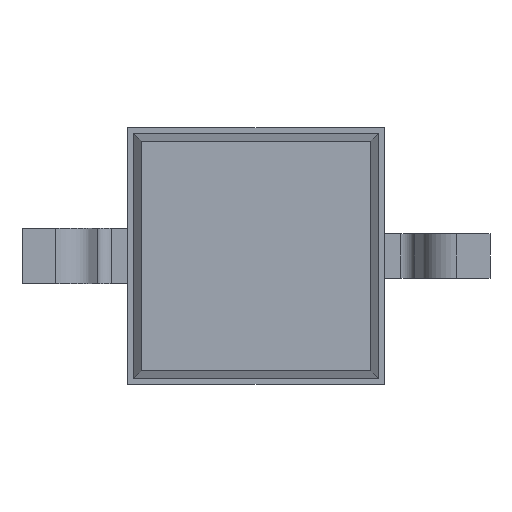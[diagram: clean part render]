
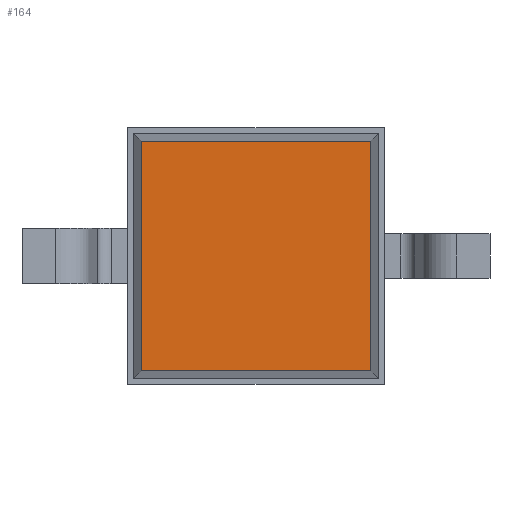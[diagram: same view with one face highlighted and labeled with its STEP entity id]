
A CAD part, front view. The second image highlights one B-rep face of the part: STEP entity #164.
In plain terms, the highlighted planar face has unit normal (0, -1, 0).
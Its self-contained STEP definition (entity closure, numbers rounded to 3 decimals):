
#99 = DIRECTION ( 'NONE',  ( 0., 0., 1. ) ) ;
#155 = VECTOR ( 'NONE', #1167, 1000. ) ;
#164 = ADVANCED_FACE ( 'NONE', ( #1374 ), #588, .T. ) ;
#218 = DIRECTION ( 'NONE',  ( 0., 0., -1. ) ) ;
#298 = VERTEX_POINT ( 'NONE', #843 ) ;
#372 = LINE ( 'NONE', #705, #540 ) ;
#418 = EDGE_CURVE ( 'NONE', #298, #1570, #372, .T. ) ;
#453 = DIRECTION ( 'NONE',  ( 0., -1., 0. ) ) ;
#481 = VECTOR ( 'NONE', #689, 1000. ) ;
#540 = VECTOR ( 'NONE', #1625, 1000. ) ;
#568 = CARTESIAN_POINT ( 'NONE',  ( -1.03, 0.05, 1.03 ) ) ;
#588 = PLANE ( 'NONE',  #1151 ) ;
#658 = EDGE_CURVE ( 'NONE', #897, #710, #1484, .T. ) ;
#684 = CARTESIAN_POINT ( 'NONE',  ( -1.15, 0.05, 1.03 ) ) ;
#689 = DIRECTION ( 'NONE',  ( 1., 0., 0. ) ) ;
#705 = CARTESIAN_POINT ( 'NONE',  ( -1.15, 0.05, -1.03 ) ) ;
#710 = VERTEX_POINT ( 'NONE', #1081 ) ;
#745 = LINE ( 'NONE', #977, #827 ) ;
#826 = LINE ( 'NONE', #915, #155 ) ;
#827 = VECTOR ( 'NONE', #99, 1000. ) ;
#843 = CARTESIAN_POINT ( 'NONE',  ( -1.03, 0.05, -1.03 ) ) ;
#896 = EDGE_CURVE ( 'NONE', #1570, #710, #745, .T. ) ;
#897 = VERTEX_POINT ( 'NONE', #568 ) ;
#915 = CARTESIAN_POINT ( 'NONE',  ( -1.03, 0.05, -1.15 ) ) ;
#961 = CARTESIAN_POINT ( 'NONE',  ( 1.03, 0.05, -1.03 ) ) ;
#977 = CARTESIAN_POINT ( 'NONE',  ( 1.03, 0.05, -1.15 ) ) ;
#1081 = CARTESIAN_POINT ( 'NONE',  ( 1.03, 0.05, 1.03 ) ) ;
#1150 = ORIENTED_EDGE ( 'NONE', *, *, #658, .F. ) ;
#1151 = AXIS2_PLACEMENT_3D ( 'NONE', #1608, #453, #218 ) ;
#1167 = DIRECTION ( 'NONE',  ( 0., 0., 1. ) ) ;
#1307 = ORIENTED_EDGE ( 'NONE', *, *, #1501, .F. ) ;
#1343 = EDGE_LOOP ( 'NONE', ( #1150, #1307, #1369, #1531 ) ) ;
#1369 = ORIENTED_EDGE ( 'NONE', *, *, #418, .T. ) ;
#1374 = FACE_OUTER_BOUND ( 'NONE', #1343, .T. ) ;
#1484 = LINE ( 'NONE', #684, #481 ) ;
#1501 = EDGE_CURVE ( 'NONE', #298, #897, #826, .T. ) ;
#1531 = ORIENTED_EDGE ( 'NONE', *, *, #896, .T. ) ;
#1570 = VERTEX_POINT ( 'NONE', #961 ) ;
#1608 = CARTESIAN_POINT ( 'NONE',  ( 0., 0.05, 0. ) ) ;
#1625 = DIRECTION ( 'NONE',  ( 1., 0., 0. ) ) ;
